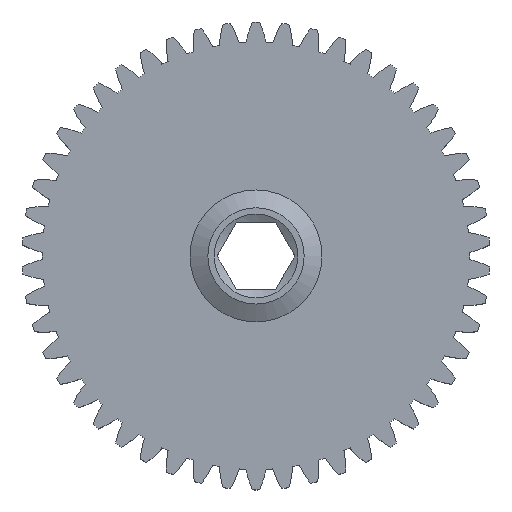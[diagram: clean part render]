
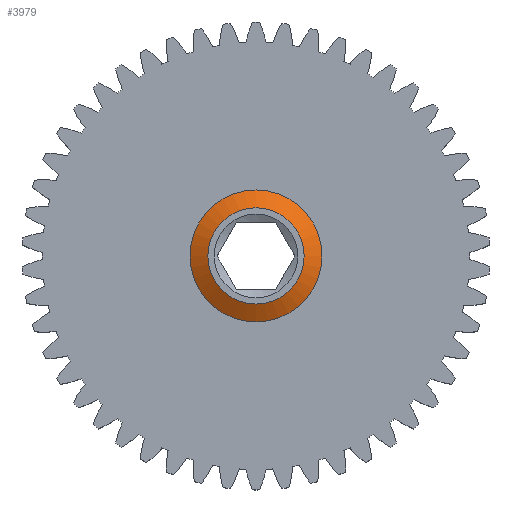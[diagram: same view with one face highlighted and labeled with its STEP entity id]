
A CAD part, top view. The second image highlights one B-rep face of the part: STEP entity #3979.
In plain terms, the highlighted conical face has half-angle 60.945 degrees and reference radius 7.366 mm.
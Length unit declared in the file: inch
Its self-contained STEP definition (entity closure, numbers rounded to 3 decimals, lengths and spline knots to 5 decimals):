
#864=FACE_BOUND('',#1081,.T.);
#869=FACE_OUTER_BOUND('',#1080,.T.);
#1080=EDGE_LOOP('',(#2735));
#1081=EDGE_LOOP('',(#2736));
#1296=CIRCLE('',#4199,0.2675);
#1297=CIRCLE('',#4200,0.3665);
#1699=VERTEX_POINT('',#6256);
#1700=VERTEX_POINT('',#6258);
#2114=EDGE_CURVE('',#1699,#1699,#1296,.T.);
#2115=EDGE_CURVE('',#1700,#1700,#1297,.T.);
#2735=ORIENTED_EDGE('',*,*,#2114,.T.);
#2736=ORIENTED_EDGE('',*,*,#2115,.T.);
#3977=CONICAL_SURFACE('',#4198,0.29,1.064);
#3979=ADVANCED_FACE('',(#869,#864),#3977,.T.);
#4198=AXIS2_PLACEMENT_3D('',#6255,#4814,#4815);
#4199=AXIS2_PLACEMENT_3D('',#6257,#4816,#4817);
#4200=AXIS2_PLACEMENT_3D('',#6259,#4818,#4819);
#4814=DIRECTION('center_axis',(0.,0.,-1.));
#4815=DIRECTION('ref_axis',(-1.,0.,0.));
#4816=DIRECTION('center_axis',(0.,0.,-1.));
#4817=DIRECTION('ref_axis',(-1.,0.,0.));
#4818=DIRECTION('center_axis',(0.,0.,1.));
#4819=DIRECTION('ref_axis',(1.,0.,0.));
#6255=CARTESIAN_POINT('Origin',(0.,0.,0.3875));
#6256=CARTESIAN_POINT('',(-0.2675,0.,0.4));
#6257=CARTESIAN_POINT('Origin',(0.,0.,0.4));
#6258=CARTESIAN_POINT('',(-0.3665,0.,0.345));
#6259=CARTESIAN_POINT('Origin',(0.,0.,0.345));
